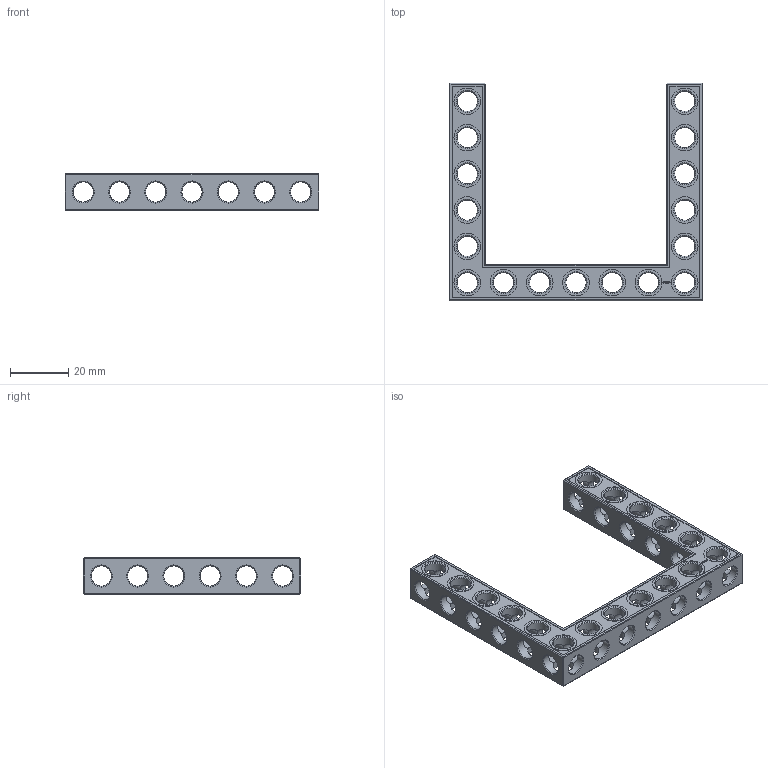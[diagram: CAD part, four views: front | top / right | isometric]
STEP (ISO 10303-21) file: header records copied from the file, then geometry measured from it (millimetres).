
FILE_DESCRIPTION(('FreeCAD Model'),'2;1');
FILE_NAME('Open CASCADE Shape Model','2022-02-23T20:33:28',( 'Paulo Kiefe'),('STEMFIE.org'),'Open CASCADE STEP processor 7.5', 'FreeCAD','Unknown');
FILE_SCHEMA(('AUTOMOTIVE_DESIGN { 1 0 10303 214 1 1 1 1 }'));
Products named in the file (1): Beam AGD ESS USH SYM BU07x06x01 - SPN-BEM-0381 (stemfie.org)
Bounding box: 87.5 x 75 x 12.5 mm (x, y, z)
Volume: 16609.7 mm3; surface area: 14949.3 mm2
Topology: 1 solids, 1 shells, 741 faces, 2162 edges, 1406 vertices
Faces by surface type: plane 394, extrusion 174, cylinder 103, cone 70
Full cylindrical faces by diameter (mm): 6.98 x14, 7 x72, 9.2 x17
Entity records: 106474 total; most frequent: CARTESIAN_POINT 65806, DIRECTION 6520, VECTOR 4593, LINE 4419, ORIENTED_EDGE 4324, PCURVE 4324, DEFINITIONAL_REPRESENTATION 4324, EDGE_CURVE 2162
